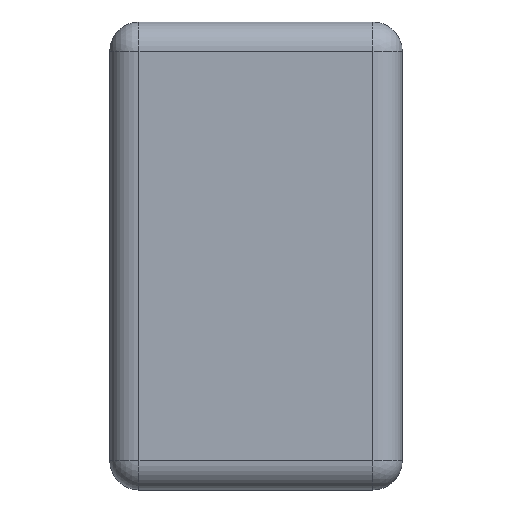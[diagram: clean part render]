
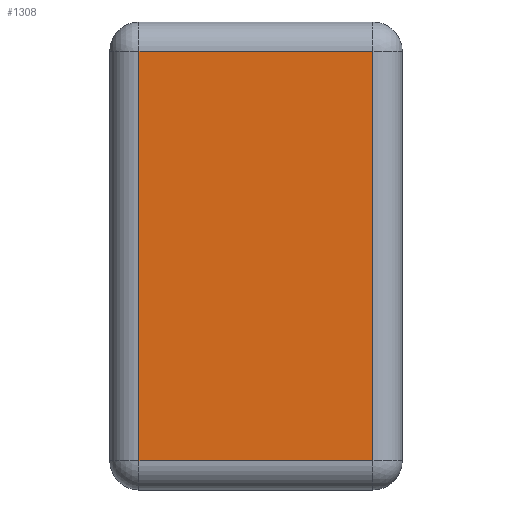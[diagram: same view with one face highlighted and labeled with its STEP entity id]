
A CAD part, left-side view. The second image highlights one B-rep face of the part: STEP entity #1308.
In plain terms, the highlighted planar face has unit normal (-1, 0, 0).
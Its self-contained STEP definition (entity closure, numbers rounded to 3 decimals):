
#503 = FACE_OUTER_BOUND ( 'NONE', #1309, .T. ) ;
#540 = DIRECTION ( 'NONE',  ( 0., 1., 0. ) ) ;
#541 = VECTOR ( 'NONE', #540, 1000. ) ;
#542 = CARTESIAN_POINT ( 'NONE',  ( -0.8, 0.5, 0.35 ) ) ;
#543 = LINE ( 'NONE', #542, #541 ) ;
#545 = DIRECTION ( 'NONE',  ( 0., 0., -1. ) ) ;
#546 = DIRECTION ( 'NONE',  ( 1., 0., 0. ) ) ;
#547 = CARTESIAN_POINT ( 'NONE',  ( -0.8, 0.5, 0.4 ) ) ;
#548 = AXIS2_PLACEMENT_3D ( 'NONE', #547, #546, #545 ) ;
#549 = PLANE ( 'NONE',  #548 ) ;
#705 = CARTESIAN_POINT ( 'NONE',  ( -0.8, 0.05, 0.35 ) ) ;
#707 = CARTESIAN_POINT ( 'NONE',  ( -0.8, 0.45, 0.35 ) ) ;
#743 = DIRECTION ( 'NONE',  ( 0., 0., 1. ) ) ;
#744 = VECTOR ( 'NONE', #743, 1000. ) ;
#745 = CARTESIAN_POINT ( 'NONE',  ( -0.8, 0.05, 0.4 ) ) ;
#746 = LINE ( 'NONE', #745, #744 ) ;
#748 = CARTESIAN_POINT ( 'NONE',  ( -0.8, 0.05, -0.35 ) ) ;
#749 = DIRECTION ( 'NONE',  ( 0., -1., 0. ) ) ;
#750 = VECTOR ( 'NONE', #749, 1000. ) ;
#751 = CARTESIAN_POINT ( 'NONE',  ( -0.8, 0.5, -0.35 ) ) ;
#752 = LINE ( 'NONE', #751, #750 ) ;
#753 = CARTESIAN_POINT ( 'NONE',  ( -0.8, 0.45, -0.35 ) ) ;
#754 = DIRECTION ( 'NONE',  ( 0., 0., -1. ) ) ;
#755 = VECTOR ( 'NONE', #754, 1000. ) ;
#756 = CARTESIAN_POINT ( 'NONE',  ( -0.8, 0.45, 0.4 ) ) ;
#757 = LINE ( 'NONE', #756, #755 ) ;
#1308 = ADVANCED_FACE ( 'NONE', ( #503 ), #549, .F. ) ;
#1309 = EDGE_LOOP ( 'NONE', ( #1310, #1368, #1371, #1374 ) ) ;
#1310 = ORIENTED_EDGE ( 'NONE', *, *, #1311, .T. ) ;
#1311 = EDGE_CURVE ( 'NONE', #1366, #1367, #543, .T. ) ;
#1366 = VERTEX_POINT ( 'NONE', #705 ) ;
#1367 = VERTEX_POINT ( 'NONE', #707 ) ;
#1368 = ORIENTED_EDGE ( 'NONE', *, *, #1369, .T. ) ;
#1369 = EDGE_CURVE ( 'NONE', #1367, #1370, #757, .T. ) ;
#1370 = VERTEX_POINT ( 'NONE', #753 ) ;
#1371 = ORIENTED_EDGE ( 'NONE', *, *, #1372, .T. ) ;
#1372 = EDGE_CURVE ( 'NONE', #1370, #1373, #752, .T. ) ;
#1373 = VERTEX_POINT ( 'NONE', #748 ) ;
#1374 = ORIENTED_EDGE ( 'NONE', *, *, #1375, .T. ) ;
#1375 = EDGE_CURVE ( 'NONE', #1373, #1366, #746, .T. ) ;
